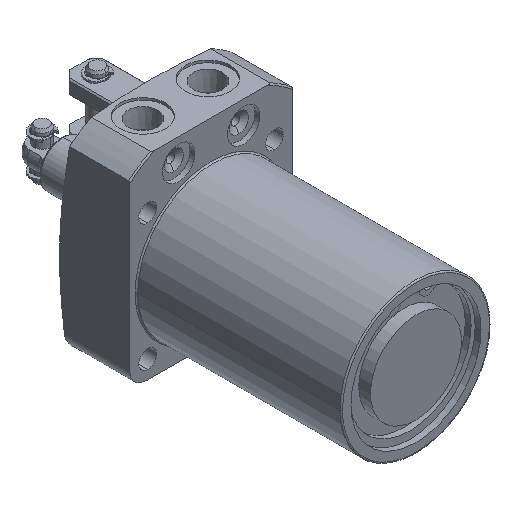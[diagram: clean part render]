
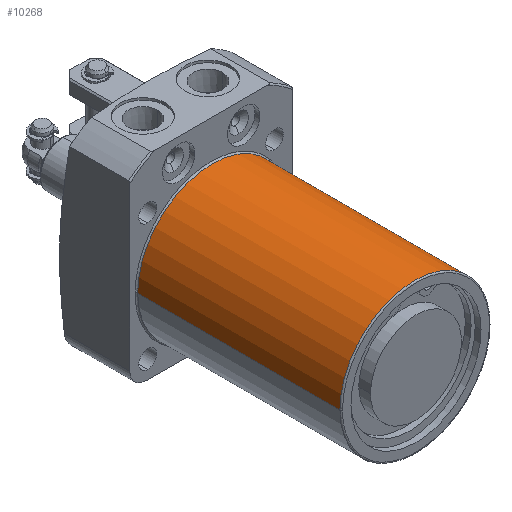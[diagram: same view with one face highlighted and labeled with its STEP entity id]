
A CAD part, isometric view. The second image highlights one B-rep face of the part: STEP entity #10268.
In plain terms, the highlighted cylindrical face has radius 23 mm (diameter 46 mm), a partial arc.
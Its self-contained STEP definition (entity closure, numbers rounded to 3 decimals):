
#505 = EDGE_CURVE ( 'NONE', #1418, #1426, #10953, .T. ) ;
#518 = EDGE_CURVE ( 'NONE', #1415, #1394, #10967, .T. ) ;
#519 = EDGE_CURVE ( 'NONE', #1394, #1418, #10970, .T. ) ;
#520 = EDGE_CURVE ( 'NONE', #1415, #1426, #10972, .T. ) ;
#703 = CARTESIAN_POINT ( 'NONE',  ( -23., -24.6, 0. ) ) ;
#714 = CARTESIAN_POINT ( 'NONE',  ( 23., -24.6, 0. ) ) ;
#717 = CARTESIAN_POINT ( 'NONE',  ( -23., -86.8, 0. ) ) ;
#738 = CARTESIAN_POINT ( 'NONE',  ( 23., -86.8, 0. ) ) ;
#1394 = VERTEX_POINT ( 'NONE', #738 ) ;
#1415 = VERTEX_POINT ( 'NONE', #717 ) ;
#1418 = VERTEX_POINT ( 'NONE', #714 ) ;
#1426 = VERTEX_POINT ( 'NONE', #703 ) ;
#1672 = AXIS2_PLACEMENT_3D ( 'NONE', #3460, #3459, #3456 ) ;
#2257 = CYLINDRICAL_SURFACE ( 'NONE', #1672, 23. ) ;
#2269 = FACE_OUTER_BOUND ( 'NONE', #12313, .T. ) ;
#3456 = DIRECTION ( 'NONE',  ( -1., 0., 0. ) ) ;
#3459 = DIRECTION ( 'NONE',  ( 0., 1., 0. ) ) ;
#3460 = CARTESIAN_POINT ( 'NONE',  ( 0., 0., 0. ) ) ;
#4914 = AXIS2_PLACEMENT_3D ( 'NONE', #9021, #9020, #9019 ) ;
#4924 = AXIS2_PLACEMENT_3D ( 'NONE', #8879, #8878, #8877 ) ;
#8875 = DIRECTION ( 'NONE',  ( 0., 1., 0. ) ) ;
#8876 = CARTESIAN_POINT ( 'NONE',  ( -23., 0., 0. ) ) ;
#8877 = DIRECTION ( 'NONE',  ( -1., 0., 0. ) ) ;
#8878 = DIRECTION ( 'NONE',  ( 0., 1., 0. ) ) ;
#8879 = CARTESIAN_POINT ( 'NONE',  ( 0., -86.8, 0. ) ) ;
#8884 = DIRECTION ( 'NONE',  ( 0., 1., 0. ) ) ;
#8891 = CARTESIAN_POINT ( 'NONE',  ( 23., 0., 0. ) ) ;
#9019 = DIRECTION ( 'NONE',  ( -1., 0., 0. ) ) ;
#9020 = DIRECTION ( 'NONE',  ( 0., -1., 0. ) ) ;
#9021 = CARTESIAN_POINT ( 'NONE',  ( 0., -24.6, 0. ) ) ;
#9652 = ORIENTED_EDGE ( 'NONE', *, *, #520, .F. ) ;
#9653 = ORIENTED_EDGE ( 'NONE', *, *, #505, .T. ) ;
#9654 = ORIENTED_EDGE ( 'NONE', *, *, #519, .T. ) ;
#9655 = ORIENTED_EDGE ( 'NONE', *, *, #518, .T. ) ;
#10268 = ADVANCED_FACE ( 'NONE', ( #2269 ), #2257, .T. ) ;
#10953 = CIRCLE ( 'NONE', #4914, 23. ) ;
#10967 = CIRCLE ( 'NONE', #4924, 23. ) ;
#10970 = LINE ( 'NONE', #8891, #10973 ) ;
#10972 = LINE ( 'NONE', #8876, #10975 ) ;
#10973 = VECTOR ( 'NONE', #8884, 1000. ) ;
#10975 = VECTOR ( 'NONE', #8875, 1000. ) ;
#12313 = EDGE_LOOP ( 'NONE', ( #9655, #9654, #9653, #9652 ) ) ;
